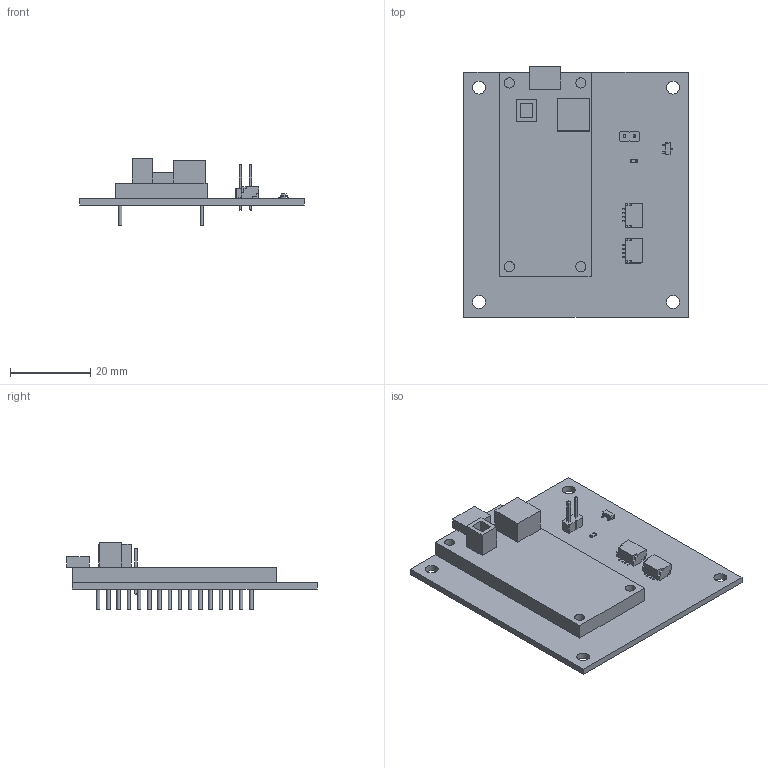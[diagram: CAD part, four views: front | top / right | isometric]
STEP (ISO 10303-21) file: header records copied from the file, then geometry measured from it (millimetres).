
FILE_DESCRIPTION(('KiCad electronic assembly'),'2;1');
FILE_NAME('AirQualPcb.step','2020-12-27T12:10:54',('An Author'),( 'A Company'),'Open CASCADE STEP processor 7.4', 'KiCad to STEP converter','Unknown');
FILE_SCHEMA(('AUTOMOTIVE_DESIGN { 1 0 10303 214 1 1 1 1 }'));
Length unit declared in the file: millimetre
Products named in the file (12): Open CASCADE STEP translator 7.4 1; R_0603_1608Metric; SOLID; SOT-23; PinHeader_1x02_P2.54mm_Vertical; Qwiic_Socket; ParticleArgon; COMPOUND
Assembly tree (12 placements, depth 3):
  Open CASCADE STEP translator 7.4 1
    R_0603_1608Metric
      SOLID
    SOT-23
      SOLID
    PinHeader_1x02_P2.54mm_Vertical
      SOLID
    Qwiic_Socket  x2
      SOLID
    ParticleArgon
      SOLID
    COMPOUND
Bounding box: 55.88 x 62.35 x 16.8 mm (x, y, z)
Volume: 10448.8 mm3; surface area: 11763.7 mm2
Topology: 7 solids, 7 shells, 465 faces, 1147 edges, 742 vertices
Faces by surface type: plane 352, cylinder 86, bspline 27
Full cylindrical faces by diameter (mm): 0.762 x28, 0.85 x28, 1.016 x2, 2.54 x4, 3.2 x4
Entity records: 25303 total; most frequent: CARTESIAN_POINT 4032, DIRECTION 3501, LINE 2281, VECTOR 2281, ORIENTED_EDGE 1806, PCURVE 1806, DEFINITIONAL_REPRESENTATION 1806, EDGE_CURVE 903
